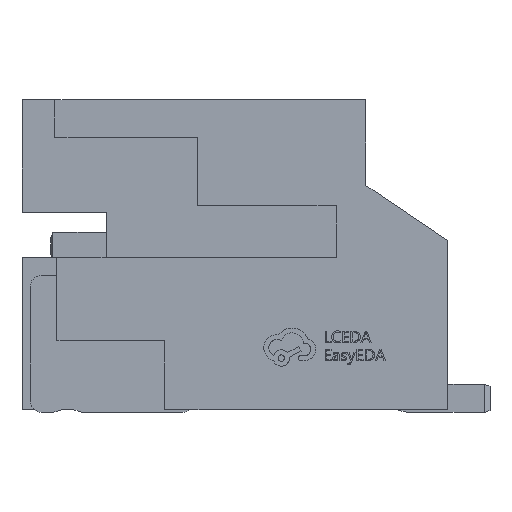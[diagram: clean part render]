
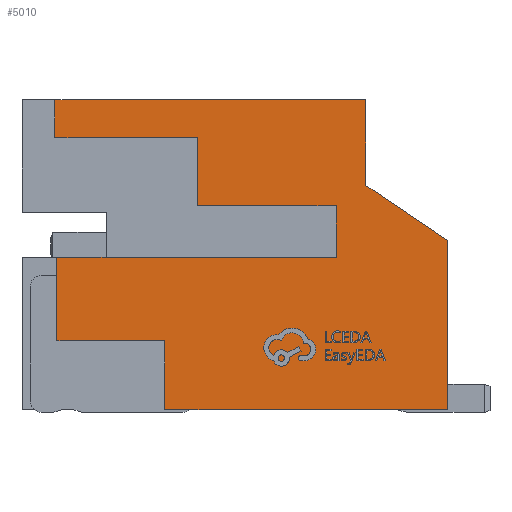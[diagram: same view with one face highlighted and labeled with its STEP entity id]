
A CAD part, left-side view. The second image highlights one B-rep face of the part: STEP entity #5010.
In plain terms, the highlighted planar face has unit normal (-1, 0, 0).
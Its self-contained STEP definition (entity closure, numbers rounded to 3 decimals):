
#28 = ORIENTED_EDGE ( 'NONE', *, *, #8671, .F. ) ;
#454 = CARTESIAN_POINT ( 'NONE',  ( -4.95, 4.15, 4.827 ) ) ;
#904 = CARTESIAN_POINT ( 'NONE',  ( -4.95, 1.043, 3.615 ) ) ;
#1395 = CARTESIAN_POINT ( 'NONE',  ( -4.95, 3.53, 2.7 ) ) ;
#1398 = CARTESIAN_POINT ( 'NONE',  ( -4.95, -1.95, 3.976 ) ) ;
#1513 = VERTEX_POINT ( 'NONE', #12546 ) ;
#1514 = EDGE_CURVE ( 'NONE', #22038, #14054, #4314, .T. ) ;
#1858 = ORIENTED_EDGE ( 'NONE', *, *, #7401, .F. ) ;
#2220 = VECTOR ( 'NONE', #17841, 1000. ) ;
#2844 = ORIENTED_EDGE ( 'NONE', *, *, #12110, .F. ) ;
#2936 = ORIENTED_EDGE ( 'NONE', *, *, #4350, .T. ) ;
#3237 = DIRECTION ( 'NONE',  ( 0., 0., 1. ) ) ;
#3345 = DIRECTION ( 'NONE',  ( 0., -0.83, -0.558 ) ) ;
#3671 = EDGE_CURVE ( 'NONE', #13437, #8330, #7547, .T. ) ;
#3673 = CARTESIAN_POINT ( 'NONE',  ( -4.95, 1.616, 0. ) ) ;
#3690 = LINE ( 'NONE', #904, #7106 ) ;
#3866 = CARTESIAN_POINT ( 'NONE',  ( -4.95, -1.95, 5.5 ) ) ;
#4080 = EDGE_CURVE ( 'NONE', #14458, #7031, #18714, .T. ) ;
#4314 = LINE ( 'NONE', #5566, #19471 ) ;
#4350 = EDGE_CURVE ( 'NONE', #14458, #17083, #20350, .T. ) ;
#4386 = CARTESIAN_POINT ( 'NONE',  ( -4.95, 3.53, 1.223 ) ) ;
#4445 = EDGE_LOOP ( 'NONE', ( #19106, #18111, #2844, #14848, #2936, #14482, #14626, #1858, #8561, #12310, #11318, #10021, #28, #12376 ) ) ;
#4647 = VECTOR ( 'NONE', #15675, 1000. ) ;
#4650 = VECTOR ( 'NONE', #21970, 1000. ) ;
#4719 = VECTOR ( 'NONE', #14101, 1000. ) ;
#4986 = CARTESIAN_POINT ( 'NONE',  ( -4.95, 1.043, 4.827 ) ) ;
#5010 = ADVANCED_FACE ( 'NONE', ( #14000 ), #22154, .F. ) ;
#5182 = EDGE_CURVE ( 'NONE', #1513, #16437, #17781, .T. ) ;
#5234 = LINE ( 'NONE', #10552, #6828 ) ;
#5296 = DIRECTION ( 'NONE',  ( 0., 1., 0. ) ) ;
#5566 = CARTESIAN_POINT ( 'NONE',  ( -4.95, -1.95, 5.5 ) ) ;
#5793 = DIRECTION ( 'NONE',  ( 1., 0., 0. ) ) ;
#6181 = EDGE_CURVE ( 'NONE', #9124, #17315, #19175, .T. ) ;
#6627 = DIRECTION ( 'NONE',  ( 0., 0., -1. ) ) ;
#6828 = VECTOR ( 'NONE', #6627, 1000. ) ;
#7031 = VERTEX_POINT ( 'NONE', #14380 ) ;
#7106 = VECTOR ( 'NONE', #7762, 1000. ) ;
#7187 = LINE ( 'NONE', #20856, #19785 ) ;
#7401 = EDGE_CURVE ( 'NONE', #13437, #1513, #19072, .T. ) ;
#7547 = LINE ( 'NONE', #16041, #9374 ) ;
#7762 = DIRECTION ( 'NONE',  ( 0., 1., 0. ) ) ;
#8128 = VECTOR ( 'NONE', #14325, 1000. ) ;
#8330 = VERTEX_POINT ( 'NONE', #20894 ) ;
#8561 = ORIENTED_EDGE ( 'NONE', *, *, #3671, .T. ) ;
#8671 = EDGE_CURVE ( 'NONE', #15713, #22038, #10898, .T. ) ;
#8778 = VERTEX_POINT ( 'NONE', #11782 ) ;
#9124 = VERTEX_POINT ( 'NONE', #10287 ) ;
#9322 = DIRECTION ( 'NONE',  ( 0., -1., 0. ) ) ;
#9374 = VECTOR ( 'NONE', #9322, 1000. ) ;
#9951 = CARTESIAN_POINT ( 'NONE',  ( -4.95, -3.4, 3. ) ) ;
#9983 = VECTOR ( 'NONE', #3237, 1000. ) ;
#10021 = ORIENTED_EDGE ( 'NONE', *, *, #1514, .F. ) ;
#10287 = CARTESIAN_POINT ( 'NONE',  ( -4.95, 1.043, 4.827 ) ) ;
#10437 = DIRECTION ( 'NONE',  ( 0., 0., 1. ) ) ;
#10552 = CARTESIAN_POINT ( 'NONE',  ( -4.95, -3.4, 5.5 ) ) ;
#10752 = CARTESIAN_POINT ( 'NONE',  ( -4.95, 3.565, 5.5 ) ) ;
#10898 = LINE ( 'NONE', #12920, #2220 ) ;
#11282 = CARTESIAN_POINT ( 'NONE',  ( -4.95, 1.616, 0. ) ) ;
#11318 = ORIENTED_EDGE ( 'NONE', *, *, #15429, .F. ) ;
#11379 = EDGE_CURVE ( 'NONE', #8778, #9124, #20176, .T. ) ;
#11529 = VECTOR ( 'NONE', #10437, 1000. ) ;
#11782 = CARTESIAN_POINT ( 'NONE',  ( -4.95, 1.043, 3.615 ) ) ;
#11808 = CARTESIAN_POINT ( 'NONE',  ( -4.95, 3.53, 1.223 ) ) ;
#11995 = CARTESIAN_POINT ( 'NONE',  ( -4.95, -1.421, 2.7 ) ) ;
#12076 = CARTESIAN_POINT ( 'NONE',  ( -4.95, 4.15, 2.7 ) ) ;
#12110 = EDGE_CURVE ( 'NONE', #7031, #8778, #3690, .T. ) ;
#12310 = ORIENTED_EDGE ( 'NONE', *, *, #17717, .F. ) ;
#12376 = ORIENTED_EDGE ( 'NONE', *, *, #14684, .F. ) ;
#12422 = VECTOR ( 'NONE', #18955, 1000. ) ;
#12519 = CARTESIAN_POINT ( 'NONE',  ( -4.95, 3.53, 1.223 ) ) ;
#12546 = CARTESIAN_POINT ( 'NONE',  ( -4.95, 1.616, 1.223 ) ) ;
#12920 = CARTESIAN_POINT ( 'NONE',  ( -4.95, 4.15, 5.5 ) ) ;
#13437 = VERTEX_POINT ( 'NONE', #11282 ) ;
#14000 = FACE_OUTER_BOUND ( 'NONE', #4445, .T. ) ;
#14054 = VERTEX_POINT ( 'NONE', #1398 ) ;
#14101 = DIRECTION ( 'NONE',  ( 0., 1., 0. ) ) ;
#14325 = DIRECTION ( 'NONE',  ( 0., 0., 1. ) ) ;
#14380 = CARTESIAN_POINT ( 'NONE',  ( -4.95, -1.421, 3.615 ) ) ;
#14450 = AXIS2_PLACEMENT_3D ( 'NONE', #16103, #5793, #16347 ) ;
#14458 = VERTEX_POINT ( 'NONE', #14601 ) ;
#14482 = ORIENTED_EDGE ( 'NONE', *, *, #21676, .F. ) ;
#14601 = CARTESIAN_POINT ( 'NONE',  ( -4.95, -1.421, 2.7 ) ) ;
#14626 = ORIENTED_EDGE ( 'NONE', *, *, #5182, .F. ) ;
#14684 = EDGE_CURVE ( 'NONE', #17315, #15713, #19184, .T. ) ;
#14848 = ORIENTED_EDGE ( 'NONE', *, *, #4080, .F. ) ;
#15250 = LINE ( 'NONE', #11808, #9983 ) ;
#15429 = EDGE_CURVE ( 'NONE', #14054, #21349, #7187, .T. ) ;
#15675 = DIRECTION ( 'NONE',  ( 0., 0., 1. ) ) ;
#15713 = VERTEX_POINT ( 'NONE', #10752 ) ;
#16041 = CARTESIAN_POINT ( 'NONE',  ( -4.95, 4.15, 0. ) ) ;
#16103 = CARTESIAN_POINT ( 'NONE',  ( -4.95, 4.15, 5.5 ) ) ;
#16347 = DIRECTION ( 'NONE',  ( 0., 0., -1. ) ) ;
#16437 = VERTEX_POINT ( 'NONE', #4386 ) ;
#16860 = VECTOR ( 'NONE', #5296, 1000. ) ;
#17052 = CARTESIAN_POINT ( 'NONE',  ( -4.95, 3.565, 4.827 ) ) ;
#17083 = VERTEX_POINT ( 'NONE', #1395 ) ;
#17315 = VERTEX_POINT ( 'NONE', #17666 ) ;
#17666 = CARTESIAN_POINT ( 'NONE',  ( -4.95, 3.565, 4.827 ) ) ;
#17717 = EDGE_CURVE ( 'NONE', #21349, #8330, #5234, .T. ) ;
#17781 = LINE ( 'NONE', #12519, #4719 ) ;
#17841 = DIRECTION ( 'NONE',  ( 0., -1., 0. ) ) ;
#18111 = ORIENTED_EDGE ( 'NONE', *, *, #11379, .F. ) ;
#18714 = LINE ( 'NONE', #11995, #4647 ) ;
#18955 = DIRECTION ( 'NONE',  ( 0., 1., 0. ) ) ;
#19072 = LINE ( 'NONE', #3673, #8128 ) ;
#19106 = ORIENTED_EDGE ( 'NONE', *, *, #6181, .F. ) ;
#19175 = LINE ( 'NONE', #454, #12422 ) ;
#19184 = LINE ( 'NONE', #17052, #11529 ) ;
#19276 = DIRECTION ( 'NONE',  ( 0., 0., -1. ) ) ;
#19471 = VECTOR ( 'NONE', #19276, 1000. ) ;
#19785 = VECTOR ( 'NONE', #3345, 1000. ) ;
#20176 = LINE ( 'NONE', #4986, #4650 ) ;
#20350 = LINE ( 'NONE', #12076, #16860 ) ;
#20856 = CARTESIAN_POINT ( 'NONE',  ( -4.95, -1.95, 3.976 ) ) ;
#20894 = CARTESIAN_POINT ( 'NONE',  ( -4.95, -3.4, 0. ) ) ;
#21349 = VERTEX_POINT ( 'NONE', #9951 ) ;
#21676 = EDGE_CURVE ( 'NONE', #16437, #17083, #15250, .T. ) ;
#21970 = DIRECTION ( 'NONE',  ( 0., 0., 1. ) ) ;
#22038 = VERTEX_POINT ( 'NONE', #3866 ) ;
#22154 = PLANE ( 'NONE',  #14450 ) ;
